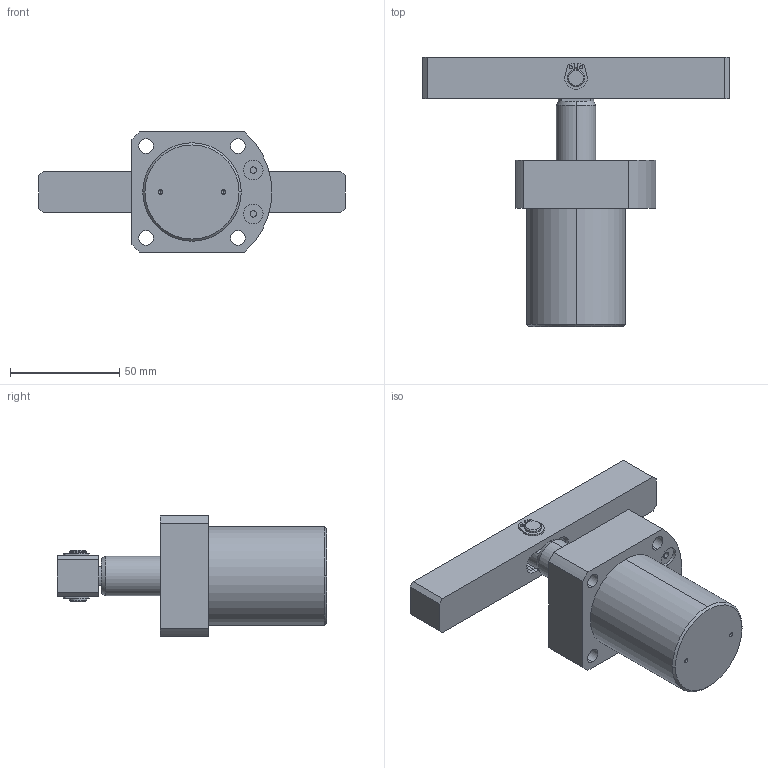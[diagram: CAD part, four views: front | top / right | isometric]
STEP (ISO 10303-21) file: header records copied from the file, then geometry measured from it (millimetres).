
FILE_DESCRIPTION (( 'STEP AP203' ), '1' );
FILE_NAME ('chs-fam25d_asm.STEP', '2019-04-17T07:49:56', ( '' ), ( '' ), 'SwSTEP 2.0', 'SolidWorks 2017', '' );
FILE_SCHEMA (( 'CONFIG_CONTROL_DESIGN' ));
Length unit declared in the file: millimetre
Products named in the file (6): Xiao; 轴8挡圈; CHS-25D-01_2; chs-fam25d_asm; CHS-FAM25BT; CHS-25D-02_2
Assembly tree (6 placements, depth 2):
  chs-fam25d_asm
    CHS-FAM25BT
    CHS-25D-02_2
    CHS-25D-01_2
    轴8挡圈  x2
    Xiao
Bounding box: 140 x 123 x 55 mm (x, y, z)
Volume: 223707.5 mm3; surface area: 40655 mm2
Topology: 7 solids, 7 shells, 176 faces, 421 edges, 269 vertices
Faces by surface type: cylinder 96, plane 56, cone 24
Entity records: 5055 total; most frequent: DIRECTION 847, CARTESIAN_POINT 747, ORIENTED_EDGE 698, EDGE_CURVE 349, AXIS2_PLACEMENT_3D 341, VERTEX_POINT 225, EDGE_LOOP 188, CIRCLE 180
